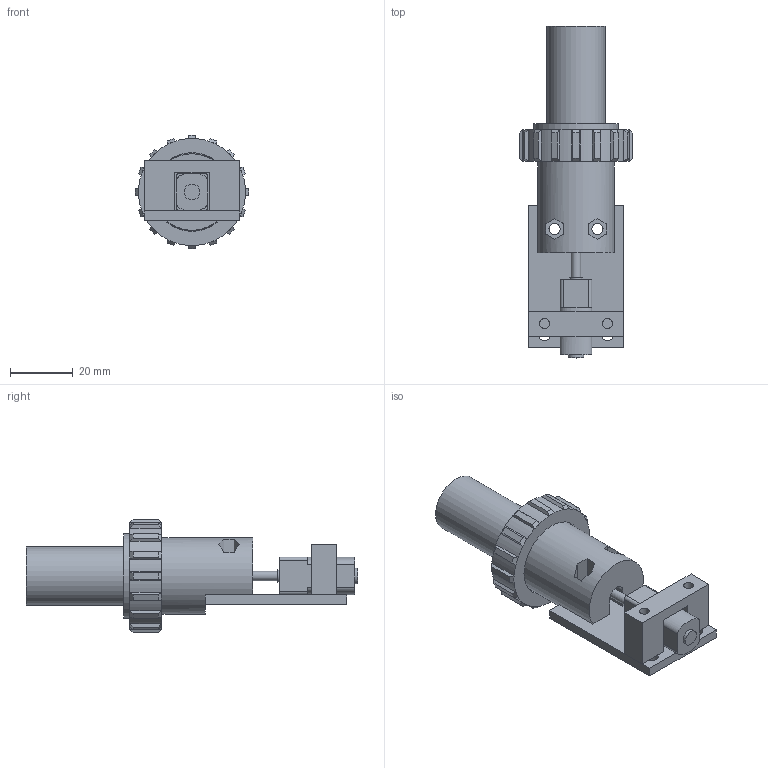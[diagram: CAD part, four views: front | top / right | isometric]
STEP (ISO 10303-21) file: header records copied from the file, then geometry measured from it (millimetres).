
FILE_DESCRIPTION(/* description */ (''),/* implementation_level */ '2;1');
FILE_NAME(/* name */ 'OpenValve v30.step',/* time_stamp */ '2023-07-26T15:15:20+02:00',/* author */ (''),/* organization */ (''),/* preprocessor_version */ 'ST-DEVELOPER v20',/* originating_system */ 'Autodesk Translation Framework v12.9.0.99',/* authorisation */ '');
FILE_SCHEMA (('AUTOMOTIVE_DESIGN { 1 0 10303 214 3 1 1 }'));
Length unit declared in the file: millimetre
Products named in the file (9): OpenValve; union_nut_m30x1.5; mount; motor_plate; shaft; hanger; valve; Komponente1; motor_simple
Assembly tree (8 placements, depth 3):
  OpenValve
    union_nut_m30x1.5
    mount
    motor_plate
    shaft
    hanger
    valve
      Komponente1
    motor_simple
Bounding box: 35.94 x 105.5 x 35.94 mm (x, y, z)
Volume: 35960.9 mm3; surface area: 19364 mm2
Topology: 8 solids, 8 shells, 255 faces, 674 edges, 446 vertices
Faces by surface type: plane 156, cylinder 86, bspline 12, cone 1
Full cylindrical faces by diameter (mm): 2 x1, 3 x1, 3.2 x2, 3.6 x4, 4 x5, 5 x2, 13.5 x1, 18.5 x1, 24.3 x1, 25 x1, 27 x1, 27.5 x1, 28.526 x4, 30.208 x4
Entity records: 9823 total; most frequent: CARTESIAN_POINT 3131, ORIENTED_EDGE 1348, DIRECTION 1328, EDGE_CURVE 674, LINE 470, VECTOR 470, VERTEX_POINT 446, AXIS2_PLACEMENT_3D 429
